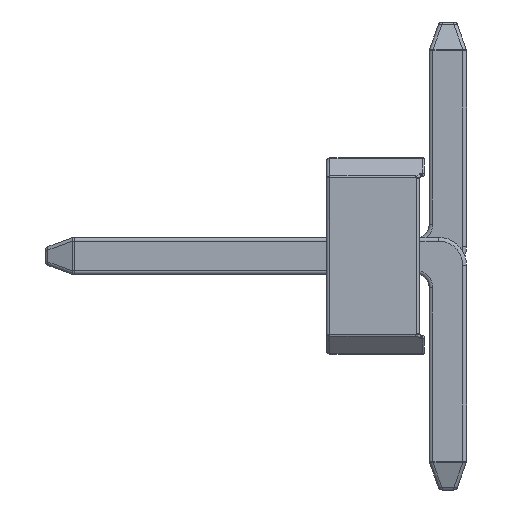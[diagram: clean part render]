
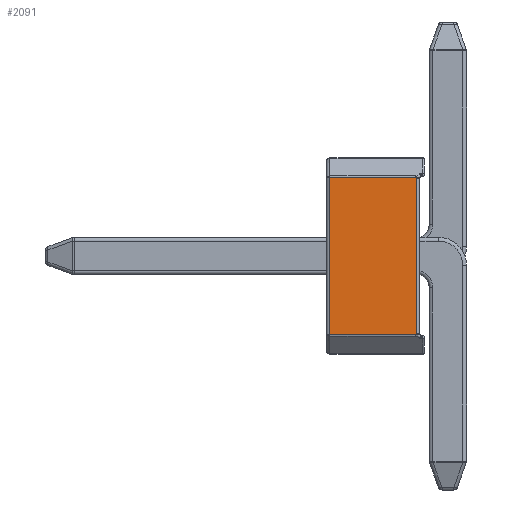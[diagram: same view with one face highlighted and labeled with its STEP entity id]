
A CAD part, left-side view. The second image highlights one B-rep face of the part: STEP entity #2091.
In plain terms, the highlighted face is planar.
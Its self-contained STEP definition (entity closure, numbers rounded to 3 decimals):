
#40 = VERTEX_POINT ( 'NONE', #5514 ) ;
#59 = VECTOR ( 'NONE', #91, 1000. ) ;
#90 = LINE ( 'NONE', #3230, #2439 ) ;
#91 = DIRECTION ( 'NONE',  ( 0., 0., -1. ) ) ;
#96 = B_SPLINE_CURVE_WITH_KNOTS ( 'NONE', 3,
 ( #620, #1082, #2028, #5323, #2507, #5811, #2965, #173, #3466, #638, #3937, #1110, #4394 ),
 .UNSPECIFIED., .F., .F.,
 ( 4, 3, 3, 3, 4 ),
 ( 0., 0., 0., 0., 0. ),
 .UNSPECIFIED. ) ;
#111 = CARTESIAN_POINT ( 'NONE',  ( 0.635, -0.96, 0.83 ) ) ;
#173 = CARTESIAN_POINT ( 'NONE',  ( 0.635, -0.95, 0.838 ) ) ;
#227 = CARTESIAN_POINT ( 'NONE',  ( 0.635, -0.04, -0.842 ) ) ;
#241 = VERTEX_POINT ( 'NONE', #4263 ) ;
#276 = CARTESIAN_POINT ( 'NONE',  ( 0.635, -0.04, 0.842 ) ) ;
#324 = CARTESIAN_POINT ( 'NONE',  ( 0.635, -0.957, 0.832 ) ) ;
#335 = CARTESIAN_POINT ( 'NONE',  ( 0.635, -0.948, -0.84 ) ) ;
#443 = CARTESIAN_POINT ( 'NONE',  ( 0.635, -0.959, -0.831 ) ) ;
#588 = ORIENTED_EDGE ( 'NONE', *, *, #4374, .T. ) ;
#590 = EDGE_LOOP ( 'NONE', ( #2777, #2266, #4378, #2462, #5587, #2459, #3154, #588 ) ) ;
#620 = CARTESIAN_POINT ( 'NONE',  ( 0.635, -0.948, 0.842 ) ) ;
#638 = CARTESIAN_POINT ( 'NONE',  ( 0.635, -0.951, 0.837 ) ) ;
#789 = CARTESIAN_POINT ( 'NONE',  ( 0.635, -0.959, 0.831 ) ) ;
#801 = CARTESIAN_POINT ( 'NONE',  ( 0.635, -0.948, -0.841 ) ) ;
#916 = CARTESIAN_POINT ( 'NONE',  ( 0.635, -0.96, -0.85 ) ) ;
#919 = CARTESIAN_POINT ( 'NONE',  ( 0.635, -0.957, -0.832 ) ) ;
#1082 = CARTESIAN_POINT ( 'NONE',  ( 0.635, -0.948, 0.842 ) ) ;
#1110 = CARTESIAN_POINT ( 'NONE',  ( 0.635, -0.952, 0.836 ) ) ;
#1262 = CARTESIAN_POINT ( 'NONE',  ( 0.635, -0.951, -0.836 ) ) ;
#1267 = CARTESIAN_POINT ( 'NONE',  ( 0.635, -0.96, 0.83 ) ) ;
#1278 = CARTESIAN_POINT ( 'NONE',  ( 0.635, -0.948, -0.842 ) ) ;
#1456 = VERTEX_POINT ( 'NONE', #3032 ) ;
#1491 = CARTESIAN_POINT ( 'NONE',  ( 0.635, -0.955, -0.834 ) ) ;
#1709 = CARTESIAN_POINT ( 'NONE',  ( 0.635, -0.953, 0.835 ) ) ;
#1854 = VERTEX_POINT ( 'NONE', #4577 ) ;
#1955 = CARTESIAN_POINT ( 'NONE',  ( 0.635, -0.952, -0.835 ) ) ;
#2028 = CARTESIAN_POINT ( 'NONE',  ( 0.635, -0.948, 0.841 ) ) ;
#2091 = ADVANCED_FACE ( 'NONE', ( #5650 ), #2438, .T. ) ;
#2159 = EDGE_CURVE ( 'NONE', #2214, #1456, #2688, .T. ) ;
#2204 = CARTESIAN_POINT ( 'NONE',  ( 0.635, -0.95, -0.837 ) ) ;
#2214 = VERTEX_POINT ( 'NONE', #111 ) ;
#2266 = ORIENTED_EDGE ( 'NONE', *, *, #5784, .T. ) ;
#2305 = CARTESIAN_POINT ( 'NONE',  ( 0.635, -0.96, -0.83 ) ) ;
#2322 = VECTOR ( 'NONE', #3984, 1000. ) ;
#2438 = PLANE ( 'NONE',  #4163 ) ;
#2439 = VECTOR ( 'NONE', #4594, 1000. ) ;
#2459 = ORIENTED_EDGE ( 'NONE', *, *, #5989, .T. ) ;
#2462 = ORIENTED_EDGE ( 'NONE', *, *, #5866, .T. ) ;
#2492 = LINE ( 'NONE', #4444, #2322 ) ;
#2507 = CARTESIAN_POINT ( 'NONE',  ( 0.635, -0.949, 0.84 ) ) ;
#2667 = CARTESIAN_POINT ( 'NONE',  ( 0.635, -0.949, -0.839 ) ) ;
#2688 = LINE ( 'NONE', #916, #59 ) ;
#2777 = ORIENTED_EDGE ( 'NONE', *, *, #3682, .T. ) ;
#2778 = DIRECTION ( 'NONE',  ( 1., 0., 0. ) ) ;
#2965 = CARTESIAN_POINT ( 'NONE',  ( 0.635, -0.949, 0.839 ) ) ;
#3006 = CARTESIAN_POINT ( 'NONE',  ( 0.635, -0.04, 0. ) ) ;
#3032 = CARTESIAN_POINT ( 'NONE',  ( 0.635, -0.96, -0.83 ) ) ;
#3133 = CARTESIAN_POINT ( 'NONE',  ( 0.635, -0.956, 0.833 ) ) ;
#3148 = CARTESIAN_POINT ( 'NONE',  ( 0.635, -0.949, -0.84 ) ) ;
#3154 = ORIENTED_EDGE ( 'NONE', *, *, #3574, .T. ) ;
#3204 = B_SPLINE_CURVE_WITH_KNOTS ( 'NONE', 3,
 ( #5602, #2305, #3269, #443, #3747, #919, #4217, #1491, #4755, #1955 ),
 .UNSPECIFIED., .F., .F.,
 ( 4, 3, 3, 4 ),
 ( 0., 0., 0., 0. ),
 .UNSPECIFIED. ) ;
#3230 = CARTESIAN_POINT ( 'NONE',  ( 0.635, -0.04, -0.842 ) ) ;
#3269 = CARTESIAN_POINT ( 'NONE',  ( 0.635, -0.959, -0.83 ) ) ;
#3466 = CARTESIAN_POINT ( 'NONE',  ( 0.635, -0.95, 0.837 ) ) ;
#3574 = EDGE_CURVE ( 'NONE', #3851, #1854, #3680, .T. ) ;
#3621 = CARTESIAN_POINT ( 'NONE',  ( 0.635, -0.958, 0.831 ) ) ;
#3630 = CARTESIAN_POINT ( 'NONE',  ( 0.635, -0.948, -0.841 ) ) ;
#3680 = B_SPLINE_CURVE_WITH_KNOTS ( 'NONE', 3,
 ( #4543, #1262, #5014, #2204, #5485, #2667, #5959, #3148, #335, #3630, #801, #4101, #1278 ),
 .UNSPECIFIED., .F., .F.,
 ( 4, 3, 3, 3, 4 ),
 ( 0., 0., 0., 0., 0. ),
 .UNSPECIFIED. ) ;
#3682 = EDGE_CURVE ( 'NONE', #3711, #5171, #4842, .T. ) ;
#3711 = VERTEX_POINT ( 'NONE', #227 ) ;
#3747 = CARTESIAN_POINT ( 'NONE',  ( 0.635, -0.958, -0.831 ) ) ;
#3851 = VERTEX_POINT ( 'NONE', #5563 ) ;
#3936 = EDGE_CURVE ( 'NONE', #40, #241, #96, .T. ) ;
#3937 = CARTESIAN_POINT ( 'NONE',  ( 0.635, -0.951, 0.836 ) ) ;
#3984 = DIRECTION ( 'NONE',  ( 0., -1., 0. ) ) ;
#4090 = CARTESIAN_POINT ( 'NONE',  ( 0.635, -0.959, 0.83 ) ) ;
#4101 = CARTESIAN_POINT ( 'NONE',  ( 0.635, -0.948, -0.842 ) ) ;
#4163 = AXIS2_PLACEMENT_3D ( 'NONE', #5601, #2778, #6073 ) ;
#4217 = CARTESIAN_POINT ( 'NONE',  ( 0.635, -0.956, -0.833 ) ) ;
#4263 = CARTESIAN_POINT ( 'NONE',  ( 0.635, -0.952, 0.835 ) ) ;
#4374 = EDGE_CURVE ( 'NONE', #1854, #3711, #90, .T. ) ;
#4378 = ORIENTED_EDGE ( 'NONE', *, *, #3936, .T. ) ;
#4394 = CARTESIAN_POINT ( 'NONE',  ( 0.635, -0.952, 0.835 ) ) ;
#4444 = CARTESIAN_POINT ( 'NONE',  ( 0.635, -0.915, 0.842 ) ) ;
#4543 = CARTESIAN_POINT ( 'NONE',  ( 0.635, -0.952, -0.835 ) ) ;
#4551 = CARTESIAN_POINT ( 'NONE',  ( 0.635, -0.96, 0.83 ) ) ;
#4577 = CARTESIAN_POINT ( 'NONE',  ( 0.635, -0.948, -0.842 ) ) ;
#4594 = DIRECTION ( 'NONE',  ( 0., 1., 0. ) ) ;
#4755 = CARTESIAN_POINT ( 'NONE',  ( 0.635, -0.953, -0.835 ) ) ;
#4842 = LINE ( 'NONE', #3006, #6104 ) ;
#4993 = B_SPLINE_CURVE_WITH_KNOTS ( 'NONE', 3,
 ( #5004, #1709, #5946, #3133, #324, #3621, #789, #4090, #1267, #4551 ),
 .UNSPECIFIED., .F., .F.,
 ( 4, 3, 3, 4 ),
 ( 0., 0., 0., 0. ),
 .UNSPECIFIED. ) ;
#5004 = CARTESIAN_POINT ( 'NONE',  ( 0.635, -0.952, 0.835 ) ) ;
#5014 = CARTESIAN_POINT ( 'NONE',  ( 0.635, -0.951, -0.837 ) ) ;
#5171 = VERTEX_POINT ( 'NONE', #276 ) ;
#5323 = CARTESIAN_POINT ( 'NONE',  ( 0.635, -0.948, 0.84 ) ) ;
#5485 = CARTESIAN_POINT ( 'NONE',  ( 0.635, -0.95, -0.838 ) ) ;
#5514 = CARTESIAN_POINT ( 'NONE',  ( 0.635, -0.948, 0.842 ) ) ;
#5563 = CARTESIAN_POINT ( 'NONE',  ( 0.635, -0.952, -0.835 ) ) ;
#5587 = ORIENTED_EDGE ( 'NONE', *, *, #2159, .T. ) ;
#5601 = CARTESIAN_POINT ( 'NONE',  ( 0.635, -1., 0. ) ) ;
#5602 = CARTESIAN_POINT ( 'NONE',  ( 0.635, -0.96, -0.83 ) ) ;
#5650 = FACE_OUTER_BOUND ( 'NONE', #590, .T. ) ;
#5784 = EDGE_CURVE ( 'NONE', #5171, #40, #2492, .T. ) ;
#5811 = CARTESIAN_POINT ( 'NONE',  ( 0.635, -0.949, 0.839 ) ) ;
#5845 = DIRECTION ( 'NONE',  ( 0., 0., 1. ) ) ;
#5866 = EDGE_CURVE ( 'NONE', #241, #2214, #4993, .T. ) ;
#5946 = CARTESIAN_POINT ( 'NONE',  ( 0.635, -0.955, 0.834 ) ) ;
#5959 = CARTESIAN_POINT ( 'NONE',  ( 0.635, -0.949, -0.839 ) ) ;
#5989 = EDGE_CURVE ( 'NONE', #1456, #3851, #3204, .T. ) ;
#6073 = DIRECTION ( 'NONE',  ( 0., 0., -1. ) ) ;
#6104 = VECTOR ( 'NONE', #5845, 1000. ) ;
